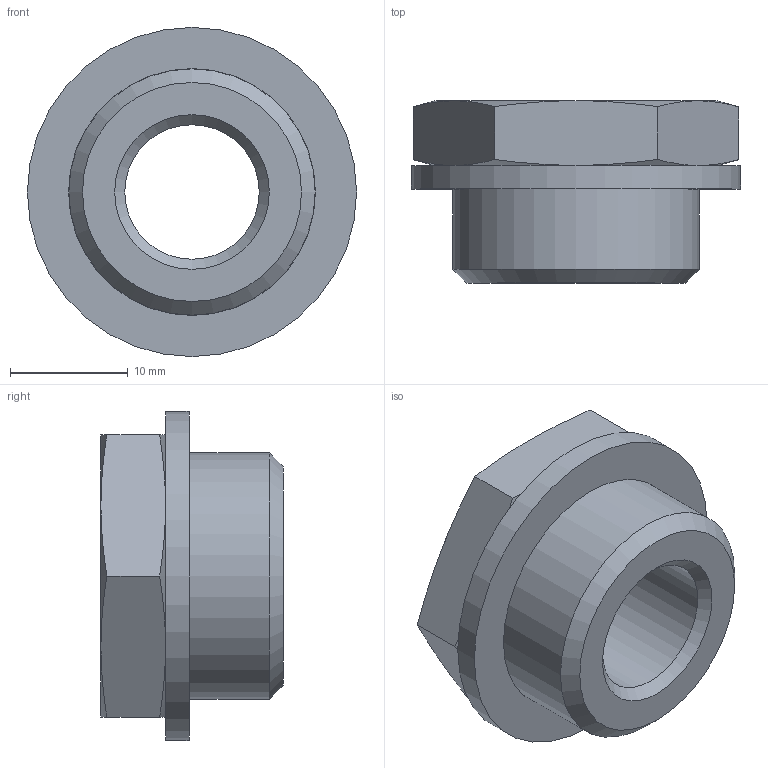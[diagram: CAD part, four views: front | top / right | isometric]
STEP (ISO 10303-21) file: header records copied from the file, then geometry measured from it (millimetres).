
FILE_DESCRIPTION(/* description */ ('STEP AP214'),/* implementation_level */ '2;1');
FILE_NAME(/* name */ '8142597_NPFC-RS-G12-G14-MF',/* time_stamp */ '2024-09-13T00:20:26+02:00',/* author */ ('License CC BY-ND 4.0'),/* organization */ ('CADENAS'),/* preprocessor_version */ 'ST-DEVELOPER v19.3',/* originating_system */ 'PARTsolutions',/* authorisation */ ' ');
FILE_SCHEMA (('AUTOMOTIVE_DESIGN {1 0 10303 214 3 1 1}'));
Length unit declared in the file: millimetre
Products named in the file (3): 8142597 NPFC-RS-G12-G14-MF; 8030311 NPFC-R-G12-G14-MF; 2226 O-1/2
Assembly tree (2 placements, depth 2):
  8142597 NPFC-RS-G12-G14-MF
    8030311 NPFC-R-G12-G14-MF
    2226 O-1/2
Bounding box: 28 x 15.5 x 28 mm (x, y, z)
Volume: 5051.7 mm3; surface area: 3205.5 mm2
Topology: 2 solids, 2 shells, 30 faces, 60 edges, 35 vertices
Faces by surface type: cone 15, plane 11, cylinder 4
Full cylindrical faces by diameter (mm): 11.445 x1, 20.955 x1, 21 x1, 28 x1
Entity records: 839 total; most frequent: CARTESIAN_POINT 193, DIRECTION 118, ORIENTED_EDGE 106, AXIS2_PLACEMENT_3D 56, EDGE_CURVE 53, EDGE_LOOP 42, FACE_BOUND 42, VERTEX_POINT 35
